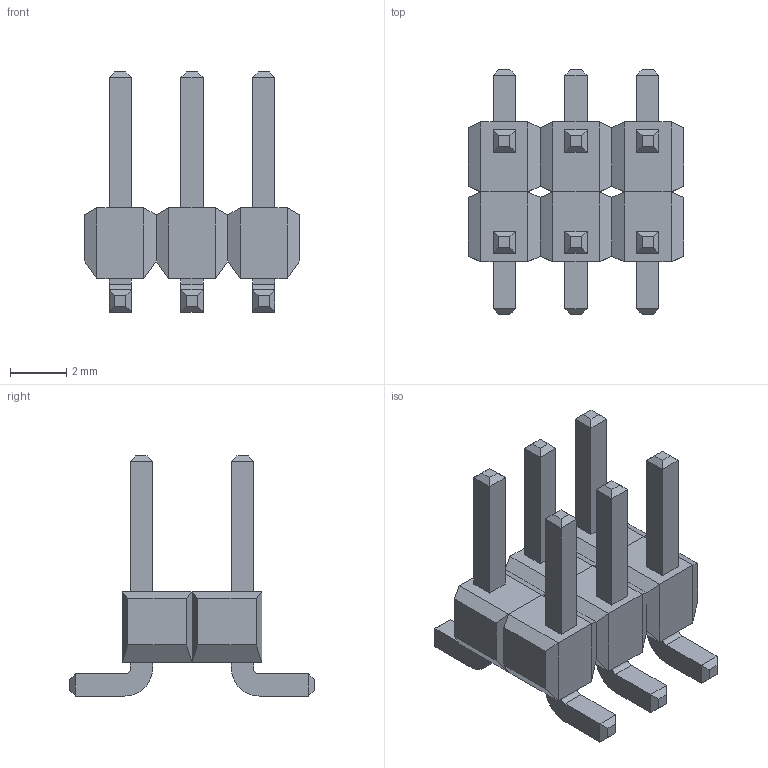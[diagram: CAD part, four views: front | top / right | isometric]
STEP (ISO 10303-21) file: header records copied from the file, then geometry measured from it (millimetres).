
FILE_DESCRIPTION(('STEP AP214'),'1');
FILE_NAME('CON3_SSW-D-DUMZ_HDR_SAI','2022-01-08T21:39:15',(''),(''),'','','');
FILE_SCHEMA(('AUTOMOTIVE_DESIGN'));
Length unit declared in the file: millimetre
Products named in the file (1): product
Bounding box: 7.62 x 8.66 x 8.51 mm (x, y, z)
Volume: 116 mm3; surface area: 330.8 mm2
Topology: 14 solids, 14 shells, 220 faces, 464 edges, 272 vertices
Faces by surface type: plane 208, cylinder 12
Entity records: 5429 total; most frequent: DIRECTION 930, ORIENTED_EDGE 928, CARTESIAN_POINT 505, EDGE_CURVE 464, LINE 440, VECTOR 440, VERTEX_POINT 272, AXIS2_PLACEMENT_3D 245
